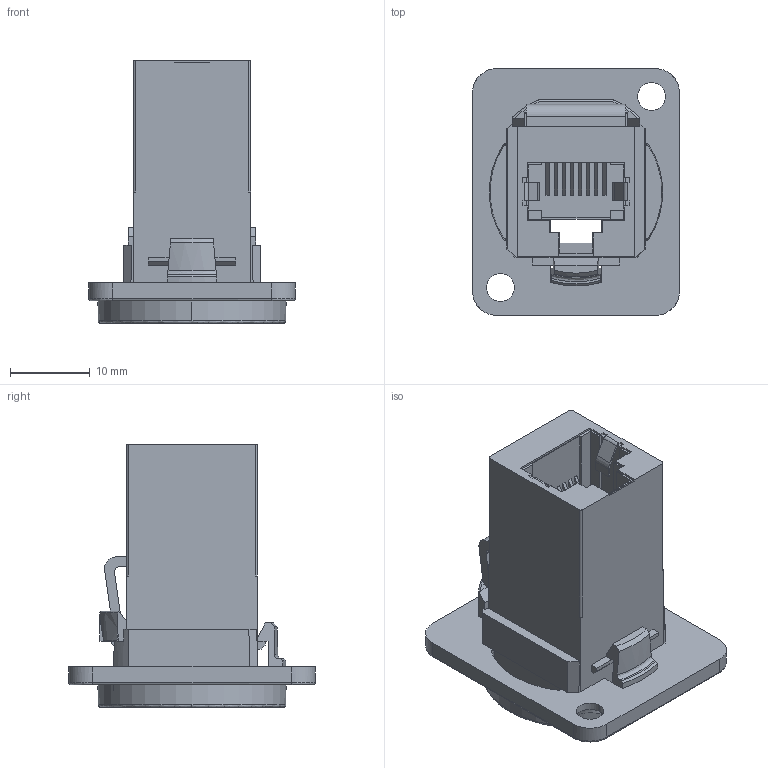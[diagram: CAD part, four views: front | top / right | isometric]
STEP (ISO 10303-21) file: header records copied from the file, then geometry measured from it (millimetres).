
FILE_DESCRIPTION (( 'STEP AP214' ), '1' );
FILE_NAME ('INGUN_54750.STEP', '2021-03-22T15:03:14', ( '' ), ( '' ), 'SwSTEP 2.0', 'SolidWorks 2018', '' );
FILE_SCHEMA (( 'AUTOMOTIVE_DESIGN' ));
Length unit declared in the file: millimetre
Products named in the file (1): INGUN_54750
Bounding box: 26 x 31 x 33 mm (x, y, z)
Volume: 7045.9 mm3; surface area: 7082.3 mm2
Topology: 1 solids, 3 shells, 532 faces, 1539 edges, 1016 vertices
Faces by surface type: plane 400, bspline 66, cylinder 50, cone 16
Entity records: 21900 total; most frequent: CARTESIAN_POINT 5241, ORIENTED_EDGE 3078, DIRECTION 2386, EDGE_CURVE 1539, VECTOR 1240, LINE 1240, VERTEX_POINT 1016, EDGE_LOOP 583
